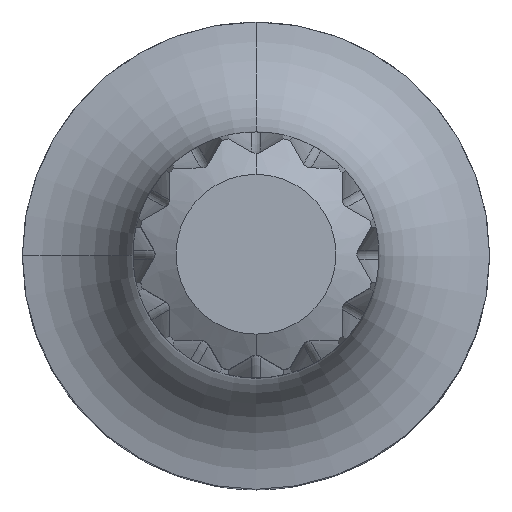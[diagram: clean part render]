
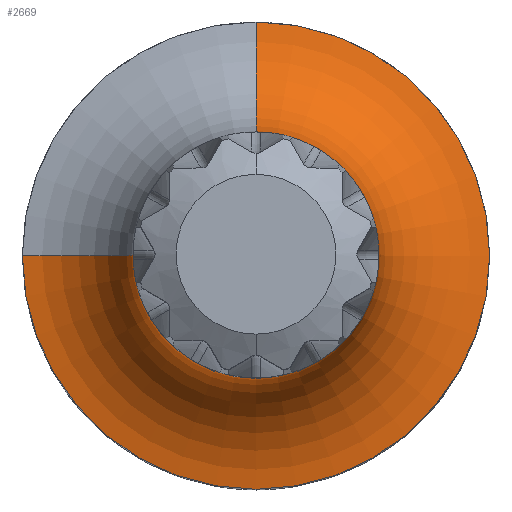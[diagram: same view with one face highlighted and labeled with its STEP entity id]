
A CAD part, top view. The second image highlights one B-rep face of the part: STEP entity #2669.
In plain terms, the highlighted toroidal (fillet/blend) face has major radius 10 mm and minor radius 5 mm.
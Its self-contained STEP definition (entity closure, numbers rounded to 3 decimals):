
#173=CARTESIAN_POINT('',(0.,0.,17.));
#174=DIRECTION('',(0.,0.,1.));
#175=DIRECTION('',(1.,0.,0.));
#176=AXIS2_PLACEMENT_3D('',#173,#174,#175);
#424=CARTESIAN_POINT('',(0.,0.,21.975));
#425=DIRECTION('',(0.,0.,1.));
#426=DIRECTION('',(0.,-1.,0.));
#427=AXIS2_PLACEMENT_3D('',#424,#425,#426);
#429=CARTESIAN_POINT('',(0.,0.,17.));
#430=DIRECTION('',(0.,0.,-1.));
#431=DIRECTION('',(1.,0.,0.));
#432=AXIS2_PLACEMENT_3D('',#429,#430,#431);
#434=CARTESIAN_POINT('',(-10.,0.,21.975));
#435=DIRECTION('',(0.,-1.,0.));
#436=DIRECTION('',(0.1,0.,-0.995));
#437=AXIS2_PLACEMENT_3D('',#434,#435,#436);
#1110=CARTESIAN_POINT('',(0.,0.,21.975));
#1111=DIRECTION('',(0.,0.,1.));
#1112=DIRECTION('',(-1.,0.,0.));
#1113=AXIS2_PLACEMENT_3D('',#1110,#1111,#1112);
#1869=CARTESIAN_POINT('',(0.,10.,21.975));
#1870=DIRECTION('',(-1.,0.,0.));
#1871=DIRECTION('',(0.,-0.1,-0.995));
#1872=AXIS2_PLACEMENT_3D('',#1869,#1870,#1871);
#2151=CARTESIAN_POINT('',(9.5,0.,17.));
#2152=CARTESIAN_POINT('',(0.,9.5,17.));
#2153=VERTEX_POINT('',#2151);
#2154=VERTEX_POINT('',#2152);
#2155=CARTESIAN_POINT('',(-9.5,0.,17.));
#2156=VERTEX_POINT('',#2155);
#2157=CARTESIAN_POINT('',(0.,5.,21.975));
#2158=CARTESIAN_POINT('',(-5.,0.,21.975));
#2159=VERTEX_POINT('',#2157);
#2160=VERTEX_POINT('',#2158);
#2161=CARTESIAN_POINT('',(0.,-5.,21.975));
#2162=VERTEX_POINT('',#2161);
#2652=CARTESIAN_POINT('',(0.,0.,21.975));
#2653=DIRECTION('',(0.,0.,1.));
#2654=DIRECTION('',(-0.017,-1.,0.));
#2655=AXIS2_PLACEMENT_3D('',#2652,#2653,#2654);
#2656=TOROIDAL_SURFACE('',#2655,10.,5.);
#2658=ORIENTED_EDGE('',*,*,#2657,.T.);
#2660=ORIENTED_EDGE('',*,*,#2659,.F.);
#2661=ORIENTED_EDGE('',*,*,#2495,.F.);
#2662=ORIENTED_EDGE('',*,*,#2604,.T.);
#2664=ORIENTED_EDGE('',*,*,#2663,.T.);
#2666=ORIENTED_EDGE('',*,*,#2665,.T.);
#2667=EDGE_LOOP('',(#2658,#2660,#2661,#2662,#2664,#2666));
#2668=FACE_OUTER_BOUND('',#2667,.F.);
#2669=ADVANCED_FACE('',(#2668),#2656,.F.);
#177=CIRCLE('',#176,9.5);
#428=CIRCLE('',#427,5.);
#433=CIRCLE('',#432,9.5);
#438=CIRCLE('',#437,5.);
#1114=CIRCLE('',#1113,5.);
#1873=CIRCLE('',#1872,5.);
#2495=EDGE_CURVE('',#2153,#2154,#177,.T.);
#2604=EDGE_CURVE('',#2153,#2156,#433,.T.);
#2657=EDGE_CURVE('',#2162,#2159,#428,.T.);
#2659=EDGE_CURVE('',#2154,#2159,#1873,.T.);
#2663=EDGE_CURVE('',#2156,#2160,#438,.T.);
#2665=EDGE_CURVE('',#2160,#2162,#1114,.T.);
